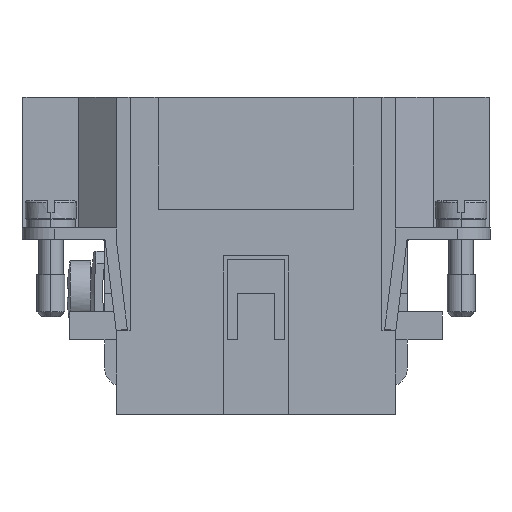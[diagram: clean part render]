
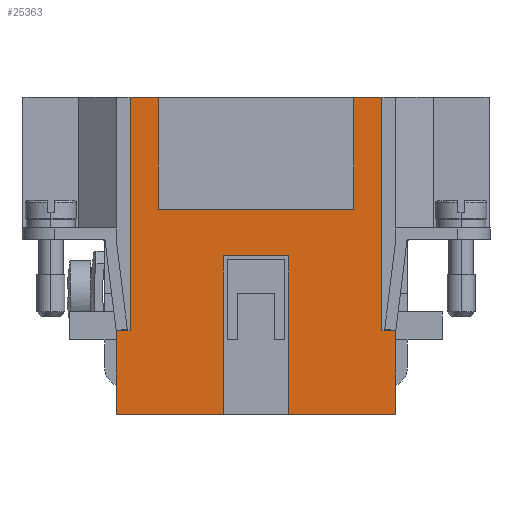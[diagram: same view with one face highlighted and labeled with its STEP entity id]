
A CAD part, front view. The second image highlights one B-rep face of the part: STEP entity #25363.
In plain terms, the highlighted planar face has unit normal (0, -1, 0).
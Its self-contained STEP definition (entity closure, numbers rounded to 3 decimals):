
#10655=CARTESIAN_POINT('',(15.,-17.0,-20.0));
#10656=VERTEX_POINT('',#10655);
#10663=CARTESIAN_POINT('',(3.5,-17.0,-20.0));
#10664=VERTEX_POINT('',#10663);
#10665=CARTESIAN_POINT('',(3.5,-17.0,-20.0));
#10666=DIRECTION('',(1.0,0.0,0.0));
#10667=VECTOR('',#10666,11.5);
#10668=LINE('',#10665,#10667);
#10669=EDGE_CURVE('',#10664,#10656,#10668,.T.);
#10687=CARTESIAN_POINT('',(-3.5,-17.0,-20.));
#10688=VERTEX_POINT('',#10687);
#10695=CARTESIAN_POINT('',(-15.,-17.0,-20.0));
#10696=VERTEX_POINT('',#10695);
#10697=CARTESIAN_POINT('',(-15.,-17.0,-20.0));
#10698=DIRECTION('',(1.0,0.0,0.0));
#10699=VECTOR('',#10698,11.5);
#10700=LINE('',#10697,#10699);
#10701=EDGE_CURVE('',#10696,#10688,#10700,.T.);
#20512=CARTESIAN_POINT('',(-15.0,-17.0,-11.0));
#20513=VERTEX_POINT('',#20512);
#20514=CARTESIAN_POINT('',(-15.0,-17.0,-11.0));
#20515=DIRECTION('',(0.0,0.0,-1.0));
#20516=VECTOR('',#20515,9.0);
#20517=LINE('',#20514,#20516);
#20518=EDGE_CURVE('',#20513,#10696,#20517,.T.);
#21215=CARTESIAN_POINT('',(15.0,-17.0,-11.0));
#21216=VERTEX_POINT('',#21215);
#21223=CARTESIAN_POINT('',(15.,-17.0,-20.0));
#21224=DIRECTION('',(0.0,0.0,1.0));
#21225=VECTOR('',#21224,9.0);
#21226=LINE('',#21223,#21225);
#21227=EDGE_CURVE('',#10656,#21216,#21226,.T.);
#25187=CARTESIAN_POINT('',(3.5,-17.0,-3.));
#25188=VERTEX_POINT('',#25187);
#25189=CARTESIAN_POINT('',(3.5,-17.0,-3.));
#25190=DIRECTION('',(0.0,0.0,-1.0));
#25191=VECTOR('',#25190,17.0);
#25192=LINE('',#25189,#25191);
#25193=EDGE_CURVE('',#25188,#10664,#25192,.T.);
#25218=CARTESIAN_POINT('',(-3.5,-17.0,-3.));
#25219=VERTEX_POINT('',#25218);
#25220=CARTESIAN_POINT('',(-3.5,-17.0,-3.));
#25221=DIRECTION('',(1.0,0.0,0.0));
#25222=VECTOR('',#25221,7.);
#25223=LINE('',#25220,#25222);
#25224=EDGE_CURVE('',#25219,#25188,#25223,.T.);
#25247=CARTESIAN_POINT('',(-3.5,-17.0,-20.));
#25248=DIRECTION('',(0.0,0.0,1.0));
#25249=VECTOR('',#25248,17.0);
#25250=LINE('',#25247,#25249);
#25251=EDGE_CURVE('',#10688,#25219,#25250,.T.);
#25279=CARTESIAN_POINT('',(-15.,-17.0,0.0));
#25280=DIRECTION('',(0.0,-1.0,0.0));
#25281=DIRECTION('',(0.0,0.0,-1.0));
#25282=AXIS2_PLACEMENT_3D('',#25279,#25280,#25281);
#25283=PLANE('',#25282);
#25284=ORIENTED_EDGE('',*,*,#25251,.T.);
#25285=ORIENTED_EDGE('',*,*,#25224,.T.);
#25286=ORIENTED_EDGE('',*,*,#25193,.T.);
#25287=ORIENTED_EDGE('',*,*,#10669,.T.);
#25288=ORIENTED_EDGE('',*,*,#21227,.T.);
#25289=CARTESIAN_POINT('',(13.5,-17.0,-11.0));
#25290=VERTEX_POINT('',#25289);
#25291=CARTESIAN_POINT('',(15.0,-17.0,-11.0));
#25292=DIRECTION('',(-1.0,0.0,0.0));
#25293=VECTOR('',#25292,1.5);
#25294=LINE('',#25291,#25293);
#25295=EDGE_CURVE('',#21216,#25290,#25294,.T.);
#25296=ORIENTED_EDGE('',*,*,#25295,.T.);
#25297=CARTESIAN_POINT('',(13.5,-17.0,14.));
#25298=VERTEX_POINT('',#25297);
#25299=CARTESIAN_POINT('',(13.5,-17.0,-11.0));
#25300=DIRECTION('',(0.0,0.0,1.0));
#25301=VECTOR('',#25300,25.0);
#25302=LINE('',#25299,#25301);
#25303=EDGE_CURVE('',#25290,#25298,#25302,.T.);
#25304=ORIENTED_EDGE('',*,*,#25303,.T.);
#25305=CARTESIAN_POINT('',(10.5,-17.0,14.));
#25306=VERTEX_POINT('',#25305);
#25307=CARTESIAN_POINT('',(13.5,-17.0,14.));
#25308=DIRECTION('',(-1.0,0.0,0.0));
#25309=VECTOR('',#25308,3.0);
#25310=LINE('',#25307,#25309);
#25311=EDGE_CURVE('',#25298,#25306,#25310,.T.);
#25312=ORIENTED_EDGE('',*,*,#25311,.T.);
#25313=CARTESIAN_POINT('',(10.5,-17.0,2.));
#25314=VERTEX_POINT('',#25313);
#25315=CARTESIAN_POINT('',(10.5,-17.0,14.));
#25316=DIRECTION('',(0.0,0.0,-1.0));
#25317=VECTOR('',#25316,12.);
#25318=LINE('',#25315,#25317);
#25319=EDGE_CURVE('',#25306,#25314,#25318,.T.);
#25320=ORIENTED_EDGE('',*,*,#25319,.T.);
#25321=CARTESIAN_POINT('',(-10.5,-17.0,2.));
#25322=VERTEX_POINT('',#25321);
#25323=CARTESIAN_POINT('',(10.5,-17.0,2.));
#25324=DIRECTION('',(-1.0,0.0,0.0));
#25325=VECTOR('',#25324,21.0);
#25326=LINE('',#25323,#25325);
#25327=EDGE_CURVE('',#25314,#25322,#25326,.T.);
#25328=ORIENTED_EDGE('',*,*,#25327,.T.);
#25329=CARTESIAN_POINT('',(-10.5,-17.0,14.0));
#25330=VERTEX_POINT('',#25329);
#25331=CARTESIAN_POINT('',(-10.5,-17.0,2.));
#25332=DIRECTION('',(0.0,0.0,1.0));
#25333=VECTOR('',#25332,12.);
#25334=LINE('',#25331,#25333);
#25335=EDGE_CURVE('',#25322,#25330,#25334,.T.);
#25336=ORIENTED_EDGE('',*,*,#25335,.T.);
#25337=CARTESIAN_POINT('',(-13.5,-17.0,14.));
#25338=VERTEX_POINT('',#25337);
#25339=CARTESIAN_POINT('',(-10.5,-17.0,14.0));
#25340=DIRECTION('',(-1.0,0.0,0.0));
#25341=VECTOR('',#25340,3.0);
#25342=LINE('',#25339,#25341);
#25343=EDGE_CURVE('',#25330,#25338,#25342,.T.);
#25344=ORIENTED_EDGE('',*,*,#25343,.T.);
#25345=CARTESIAN_POINT('',(-13.5,-17.0,-11.0));
#25346=VERTEX_POINT('',#25345);
#25347=CARTESIAN_POINT('',(-13.5,-17.0,14.));
#25348=DIRECTION('',(0.0,0.0,-1.0));
#25349=VECTOR('',#25348,25.0);
#25350=LINE('',#25347,#25349);
#25351=EDGE_CURVE('',#25338,#25346,#25350,.T.);
#25352=ORIENTED_EDGE('',*,*,#25351,.T.);
#25353=CARTESIAN_POINT('',(-13.5,-17.0,-11.0));
#25354=DIRECTION('',(-1.0,0.0,0.0));
#25355=VECTOR('',#25354,1.5);
#25356=LINE('',#25353,#25355);
#25357=EDGE_CURVE('',#25346,#20513,#25356,.T.);
#25358=ORIENTED_EDGE('',*,*,#25357,.T.);
#25359=ORIENTED_EDGE('',*,*,#20518,.T.);
#25360=ORIENTED_EDGE('',*,*,#10701,.T.);
#25361=EDGE_LOOP('',(#25284,#25285,#25286,#25287,#25288,#25296,#25304,#25312,#25320,#25328,#25336,#25344,#25352,#25358,#25359,#25360));
#25362=FACE_OUTER_BOUND('',#25361,.T.);
#25363=ADVANCED_FACE('',(#25362),#25283,.T.);
